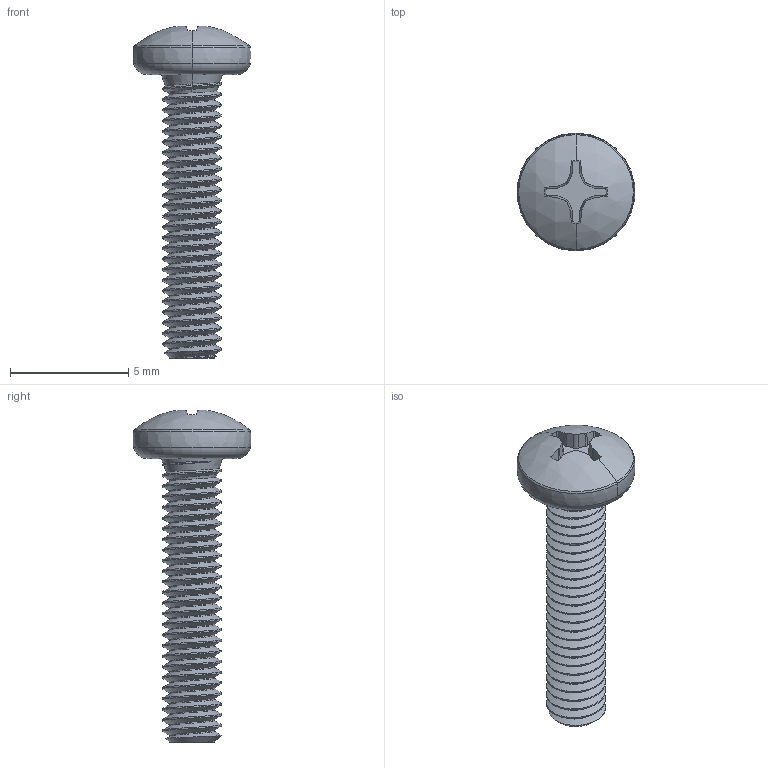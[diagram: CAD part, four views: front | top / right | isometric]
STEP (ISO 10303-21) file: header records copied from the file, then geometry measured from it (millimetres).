
FILE_DESCRIPTION (( 'STEP AP203' ), '1' );
FILE_NAME ('92000A107_Passivated 18-8 Stainless Steel Pan Head Phillips Screws.STEP', '2022-12-02T17:25:54', ( 'Administrator' ), ( 'Managed by Terraform' ), 'SwSTEP 2.0', 'SolidWorks 2017', '' );
FILE_SCHEMA (( 'CONFIG_CONTROL_DESIGN' ));
Length unit declared in the file: millimetre
Products named in the file (1): 92000A107_Passivated 18-8 Stainless Steel Pan Head Phillips Screws
Bounding box: 4.96 x 4.99 x 14.06 mm (x, y, z)
Volume: 76.4 mm3; surface area: 201.1 mm2
Topology: 1 solids, 1 shells, 122 faces, 341 edges, 222 vertices
Faces by surface type: cylinder 64, plane 19, bspline 17, cone 14, torus 6, sphere 2
Entity records: 7642 total; most frequent: CARTESIAN_POINT 4941, ORIENTED_EDGE 682, DIRECTION 420, EDGE_CURVE 341, VERTEX_POINT 222, AXIS2_PLACEMENT_3D 157, EDGE_LOOP 123, FACE_OUTER_BOUND 122
